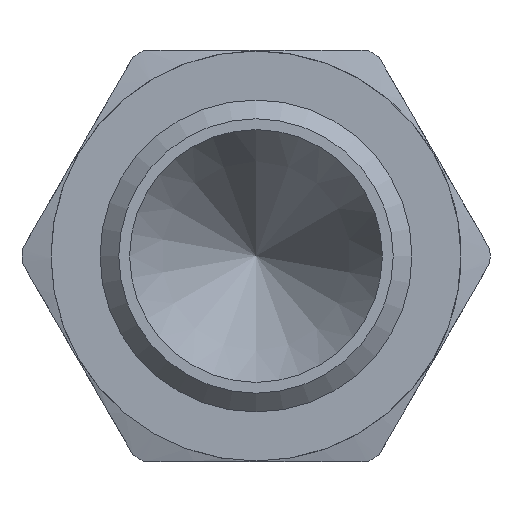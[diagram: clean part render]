
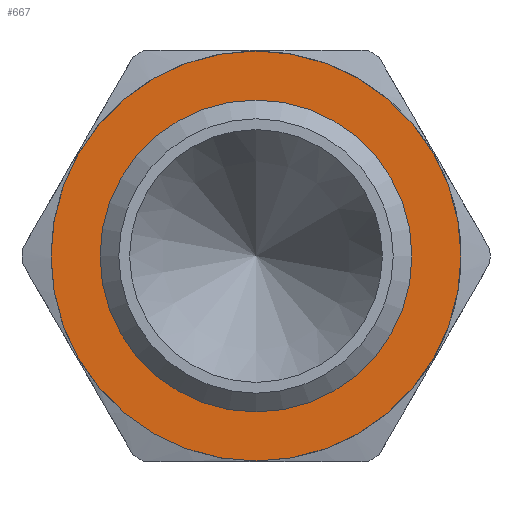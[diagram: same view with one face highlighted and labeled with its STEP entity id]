
A CAD part, front view. The second image highlights one B-rep face of the part: STEP entity #667.
In plain terms, the highlighted planar face has unit normal (0, -1, 0).
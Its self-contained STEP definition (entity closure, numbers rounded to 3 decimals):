
#140=ORIENTED_EDGE('',*,*,#234,.T.);
#141=ORIENTED_EDGE('',*,*,#235,.T.);
#234=EDGE_CURVE('',#276,#276,#308,.F.);
#235=EDGE_CURVE('',#277,#277,#309,.T.);
#276=VERTEX_POINT('',#1035);
#277=VERTEX_POINT('',#1037);
#308=CIRCLE('',#727,8.25);
#309=CIRCLE('',#728,10.95);
#336=EDGE_LOOP('',(#140));
#337=EDGE_LOOP('',(#141));
#386=FACE_BOUND('',#336,.T.);
#387=FACE_BOUND('',#337,.T.);
#420=PLANE('',#726);
#667=ADVANCED_FACE('',(#386,#387),#420,.T.);
#726=AXIS2_PLACEMENT_3D('',#1033,#837,#838);
#727=AXIS2_PLACEMENT_3D('',#1034,#839,#840);
#728=AXIS2_PLACEMENT_3D('',#1036,#841,#842);
#837=DIRECTION('',(0.,-1.,0.));
#838=DIRECTION('',(0.,0.,-1.));
#839=DIRECTION('',(0.,-1.,0.));
#840=DIRECTION('',(0.,0.,-1.));
#841=DIRECTION('',(0.,-1.,0.));
#842=DIRECTION('',(0.,0.,-1.));
#1033=CARTESIAN_POINT('',(0.,12.,7.25));
#1034=CARTESIAN_POINT('',(0.,12.,0.));
#1035=CARTESIAN_POINT('',(0.,12.,-8.25));
#1036=CARTESIAN_POINT('',(0.,12.,0.));
#1037=CARTESIAN_POINT('',(0.,12.,-10.95));
